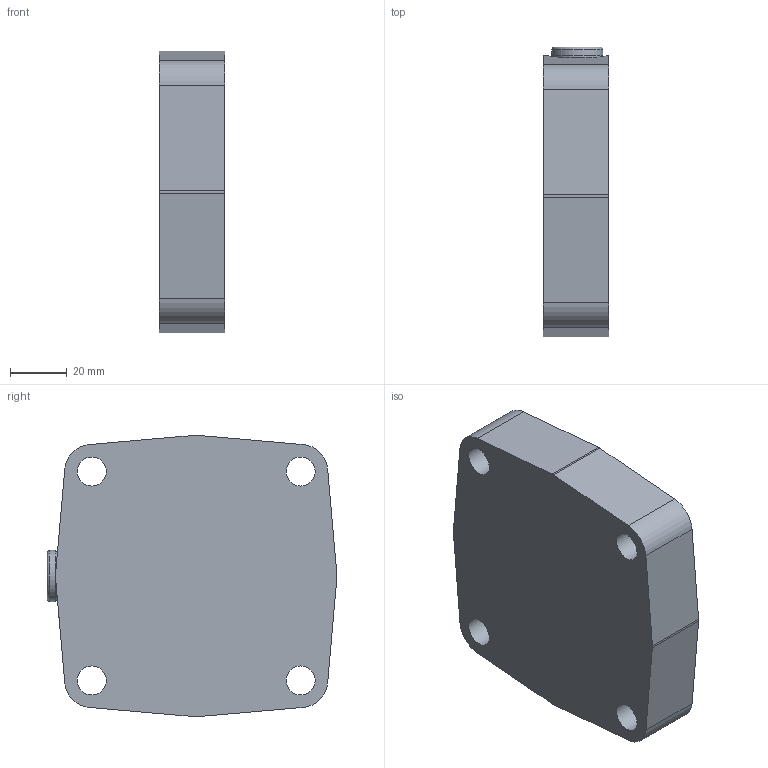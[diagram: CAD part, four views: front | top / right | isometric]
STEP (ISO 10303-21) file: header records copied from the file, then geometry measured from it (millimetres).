
FILE_DESCRIPTION(/* description */ (''),/* implementation_level */ '2;1');
FILE_NAME(/* name */ '_MS-SP.step',/* time_stamp */ '2023-12-15T18:59:00+05:30',/* author */ (''),/* organization */ (''),/* preprocessor_version */ 'ST-DEVELOPER v20',/* originating_system */ 'Autodesk Translation Framework v12.14.0.127',/* authorisation */ '');
FILE_SCHEMA (('AUTOMOTIVE_DESIGN { 1 0 10303 214 3 1 1 }'));
Length unit declared in the file: millimetre
Products named in the file (1): _MS-SP
Bounding box: 23 x 102.04 x 99.09 mm (x, y, z)
Volume: 199661.3 mm3; surface area: 28872.4 mm2
Topology: 1 solids, 1 shells, 37 faces, 95 edges, 63 vertices
Faces by surface type: plane 20, cylinder 16, torus 1
Full cylindrical faces by diameter (mm): 10.2 x4, 16.9 x1, 18 x1, 21 x1
Entity records: 1234 total; most frequent: CARTESIAN_POINT 206, DIRECTION 203, ORIENTED_EDGE 190, EDGE_CURVE 95, AXIS2_PLACEMENT_3D 72, VERTEX_POINT 63, LINE 59, VECTOR 59
